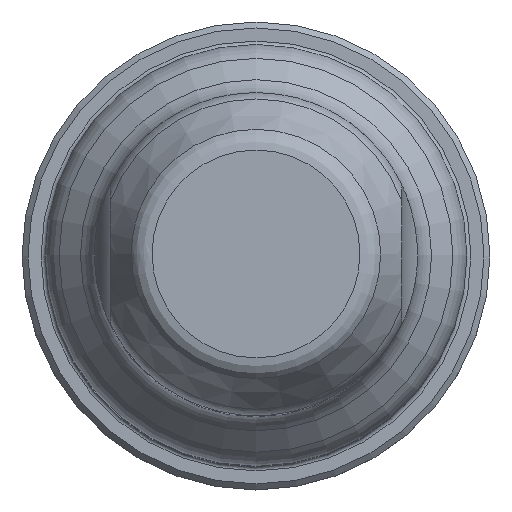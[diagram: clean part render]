
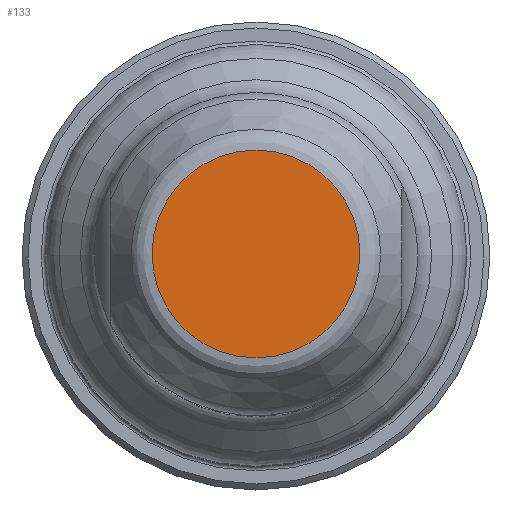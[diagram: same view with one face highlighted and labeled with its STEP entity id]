
A CAD part, top view. The second image highlights one B-rep face of the part: STEP entity #133.
In plain terms, the highlighted planar face has unit normal (0, 0, 1).
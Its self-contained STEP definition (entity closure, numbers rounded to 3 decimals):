
#100=PLANE('',#415);
#113=FACE_OUTER_BOUND('',#220,.T.);
#133=ADVANCED_FACE('',(#113),#100,.F.);
#220=EDGE_LOOP('',(#274));
#274=ORIENTED_EDGE('',*,*,#362,.T.);
#331=VERTEX_POINT('',#636);
#362=EDGE_CURVE('',#331,#331,#383,.T.);
#383=CIRCLE('',#414,6.613);
#414=AXIS2_PLACEMENT_3D('',#635,#491,#492);
#415=AXIS2_PLACEMENT_3D('',#637,#493,#494);
#491=DIRECTION('',(0.,0.,1.));
#492=DIRECTION('',(-1.,0.,0.));
#493=DIRECTION('',(0.,0.,-1.));
#494=DIRECTION('',(-1.,0.,0.));
#635=CARTESIAN_POINT('',(0.,0.,0.));
#636=CARTESIAN_POINT('',(-6.613,0.,0.));
#637=CARTESIAN_POINT('',(7.493,0.,0.));
